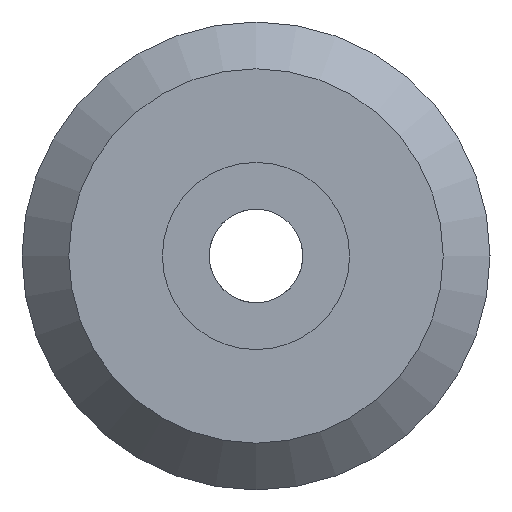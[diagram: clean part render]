
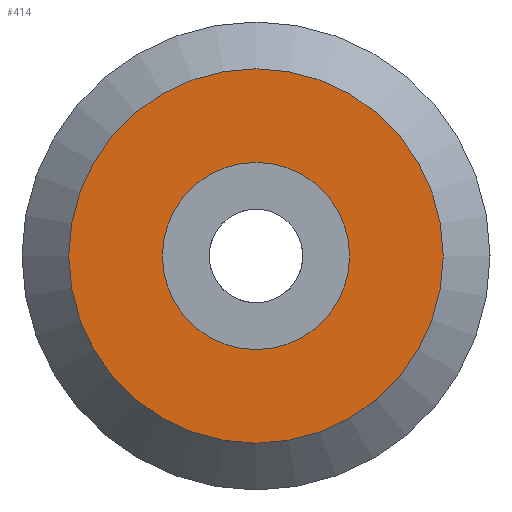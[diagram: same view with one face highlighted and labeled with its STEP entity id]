
A CAD part, left-side view. The second image highlights one B-rep face of the part: STEP entity #414.
In plain terms, the highlighted planar face has unit normal (-1, 0, 0).
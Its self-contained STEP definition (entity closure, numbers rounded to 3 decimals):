
#1 = EDGE_CURVE ( 'NONE', #27, #27, #317, .T. ) ;
#25 = CARTESIAN_POINT ( 'NONE',  ( -82., 0., 0. ) ) ;
#27 = VERTEX_POINT ( 'NONE', #210 ) ;
#61 = FACE_OUTER_BOUND ( 'NONE', #523, .T. ) ;
#62 = DIRECTION ( 'NONE',  ( 0., 0., -1. ) ) ;
#69 = DIRECTION ( 'NONE',  ( 0., 0., -1. ) ) ;
#120 = CARTESIAN_POINT ( 'NONE',  ( -82., 0., -2. ) ) ;
#123 = VERTEX_POINT ( 'NONE', #120 ) ;
#133 = CIRCLE ( 'NONE', #138, 2. ) ;
#138 = AXIS2_PLACEMENT_3D ( 'NONE', #448, #491, #62 ) ;
#143 = DIRECTION ( 'NONE',  ( -1., 0., 0. ) ) ;
#175 = AXIS2_PLACEMENT_3D ( 'NONE', #399, #143, #402 ) ;
#210 = CARTESIAN_POINT ( 'NONE',  ( -82., 0., -4. ) ) ;
#216 = EDGE_LOOP ( 'NONE', ( #306 ) ) ;
#270 = ORIENTED_EDGE ( 'NONE', *, *, #1, .F. ) ;
#279 = FACE_BOUND ( 'NONE', #216, .T. ) ;
#289 = PLANE ( 'NONE',  #175 ) ;
#306 = ORIENTED_EDGE ( 'NONE', *, *, #449, .T. ) ;
#317 = CIRCLE ( 'NONE', #511, 4. ) ;
#329 = DIRECTION ( 'NONE',  ( 1., 0., 0. ) ) ;
#399 = CARTESIAN_POINT ( 'NONE',  ( -82., 2., 0. ) ) ;
#402 = DIRECTION ( 'NONE',  ( 0., 0., 1. ) ) ;
#414 = ADVANCED_FACE ( 'NONE', ( #279, #61 ), #289, .T. ) ;
#448 = CARTESIAN_POINT ( 'NONE',  ( -82., 0., 0. ) ) ;
#449 = EDGE_CURVE ( 'NONE', #123, #123, #133, .T. ) ;
#491 = DIRECTION ( 'NONE',  ( 1., 0., 0. ) ) ;
#511 = AXIS2_PLACEMENT_3D ( 'NONE', #25, #329, #69 ) ;
#523 = EDGE_LOOP ( 'NONE', ( #270 ) ) ;
